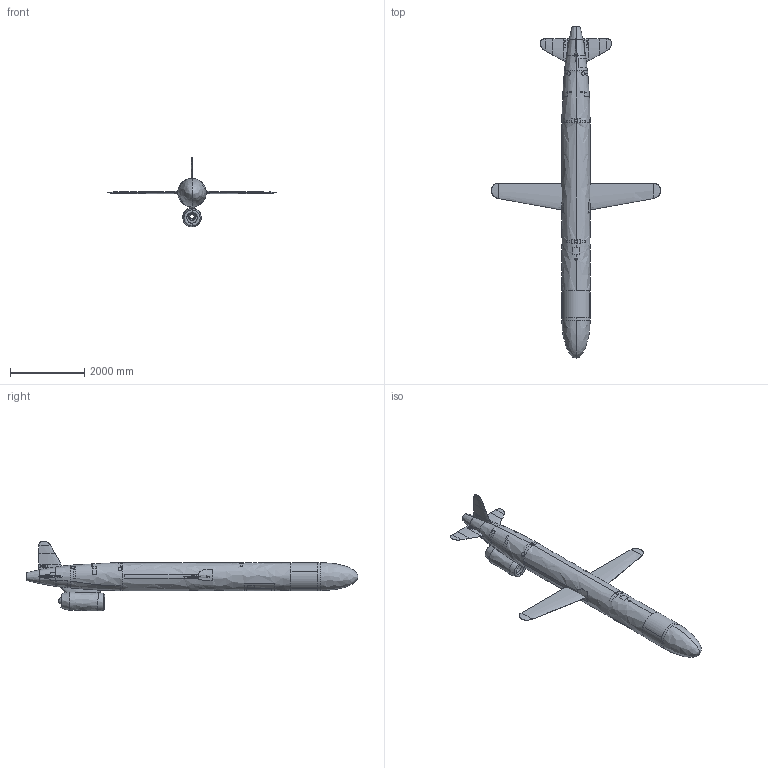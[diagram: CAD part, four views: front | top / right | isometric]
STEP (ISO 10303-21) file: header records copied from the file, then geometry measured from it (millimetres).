
FILE_DESCRIPTION(('FreeCAD Model'),'2;1');
FILE_NAME('Open CASCADE Shape Model','2025-04-26T21:59:17',('FreeCAD'),( 'FreeCAD'),'Open CASCADE STEP processor 7.6','FreeCAD','Unknown');
FILE_SCHEMA(('AUTOMOTIVE_DESIGN { 1 0 10303 214 1 1 1 1 }'));
Length unit declared in the file: millimetre
Products named in the file (1): Open CASCADE STEP translator 7.6 1
Bounding box: 4553.18 x 8937.56 x 1883.53 mm (x, y, z)
Volume: 98529576.2 mm3; surface area: 28852469.8 mm2
Topology: 1 solids, 2 shells, 129 faces, 384 edges, 257 vertices
Faces by surface type: bspline 129
Entity records: 17608 total; most frequent: CARTESIAN_POINT 15551, ORIENTED_EDGE 718, EDGE_CURVE 362, VERTEX_POINT 257, B_SPLINE_CURVE_WITH_KNOTS 219, FACE_BOUND 154, EDGE_LOOP 154, ADVANCED_FACE 129
